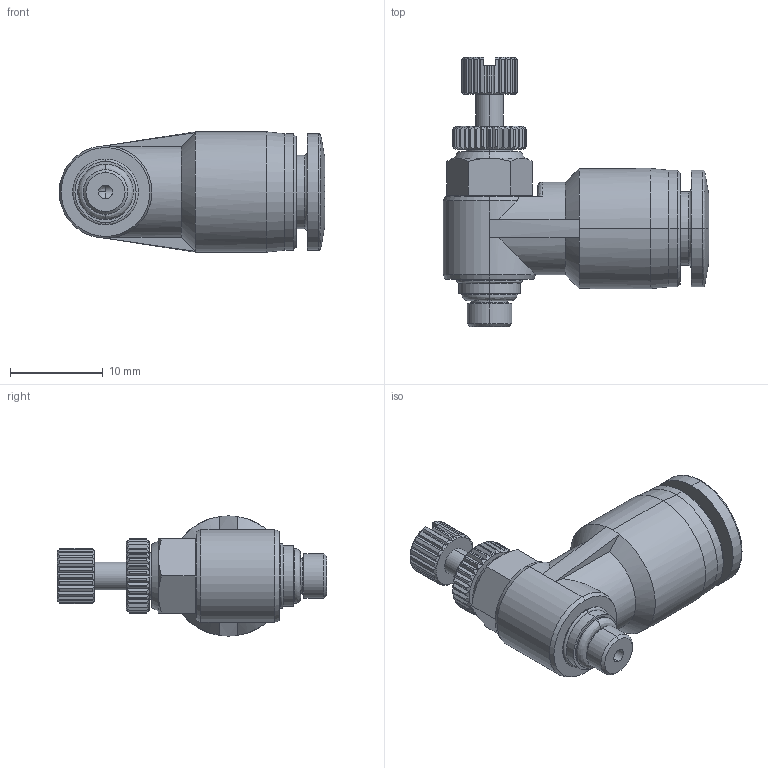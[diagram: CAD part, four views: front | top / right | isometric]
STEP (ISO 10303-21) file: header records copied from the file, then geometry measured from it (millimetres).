
FILE_DESCRIPTION (( 'STEP AP214' ), '1' );
FILE_NAME ('FVS14-10N.step', '2016-02-24T20:37:28', ( '' ), ( '' ), 'SwSTEP 2.0', 'SolidWorks 2015', '' );
FILE_SCHEMA (( 'AUTOMOTIVE_DESIGN' ));
Length unit declared in the file: inch
Products named in the file (1): FVS14-10N
Bounding box: 28.7 x 29.1 x 13 mm (x, y, z)
Volume: 2924 mm3; surface area: 2402.4 mm2
Topology: 2 solids, 2 shells, 351 faces, 854 edges, 516 vertices
Faces by surface type: plane 147, cylinder 99, cone 82, bspline 17, torus 6
Entity records: 10686 total; most frequent: CARTESIAN_POINT 2783, ORIENTED_EDGE 1704, DIRECTION 1578, EDGE_CURVE 852, AXIS2_PLACEMENT_3D 649, VERTEX_POINT 516, EDGE_LOOP 366, ADVANCED_FACE 351
